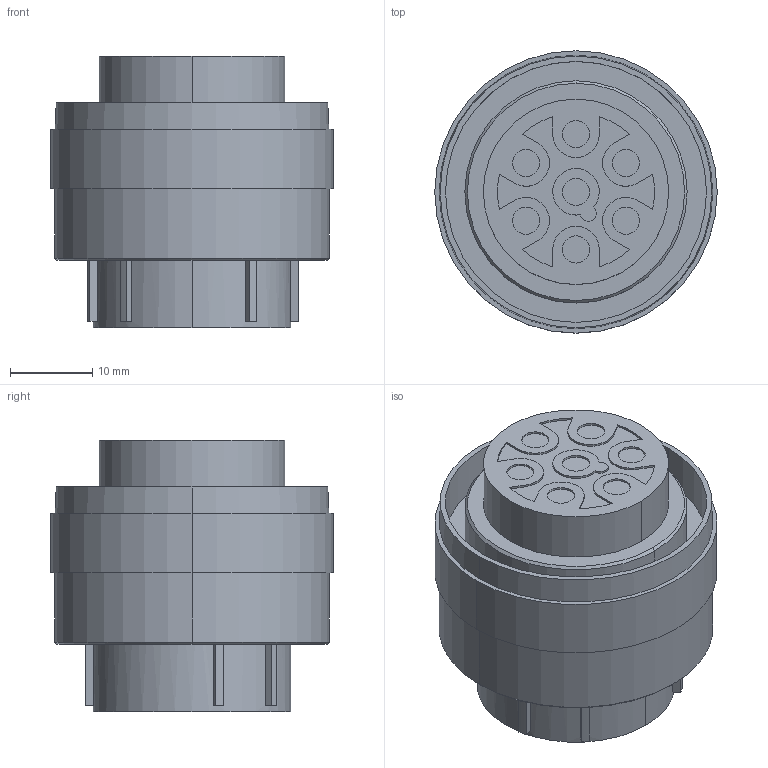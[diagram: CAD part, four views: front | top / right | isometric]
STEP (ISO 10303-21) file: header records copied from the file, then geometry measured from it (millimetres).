
FILE_DESCRIPTION((''),'2;1');
FILE_NAME('UTG6187PN-CATALOGUE_SW0001','2011-01-13T',('Gsineau'),('SOURIAU'),'PRO/ENGINEER BY PARAMETRIC TECHNOLOGY CORPORATION, 2010140','PRO/ENGINEER BY PARAMETRIC TECHNOLOGY CORPORATION, 2010140','');
FILE_SCHEMA(('CONFIG_CONTROL_DESIGN'));
Length unit declared in the file: millimetre
Products named in the file (1): UTG6187PN-CATALOGUE_SW0001
Bounding box: 34.3 x 34.3 x 33 mm (x, y, z)
Volume: 18560.3 mm3; surface area: 8675.3 mm2
Topology: 1 solids, 1 shells, 163 faces, 406 edges, 257 vertices
Faces by surface type: cylinder 77, plane 64, sphere 14, cone 8
Entity records: 4848 total; most frequent: DIRECTION 906, CARTESIAN_POINT 812, ORIENTED_EDGE 784, EDGE_CURVE 392, AXIS2_PLACEMENT_3D 351, VERTEX_POINT 257, VECTOR 204, LINE 204
